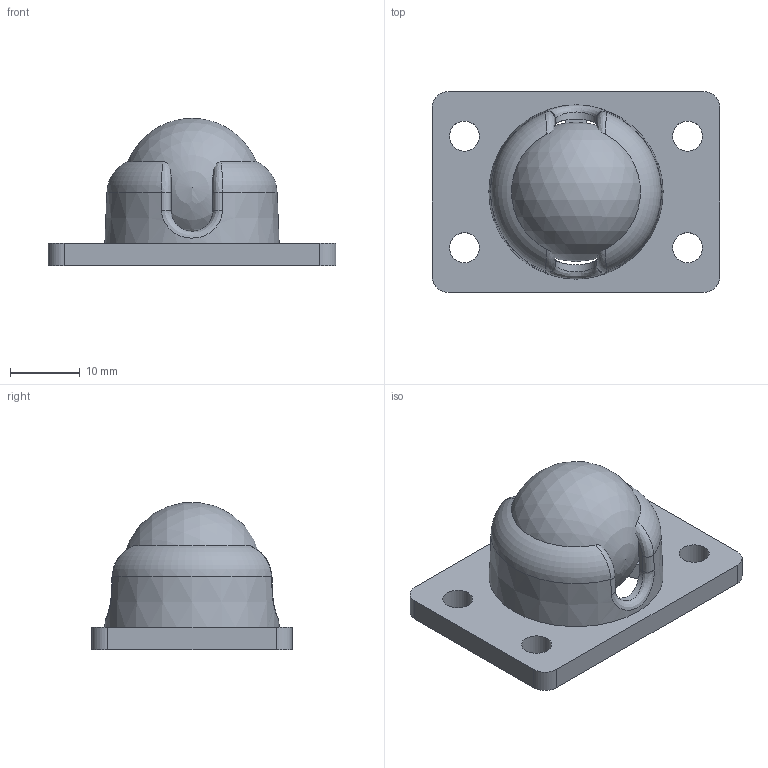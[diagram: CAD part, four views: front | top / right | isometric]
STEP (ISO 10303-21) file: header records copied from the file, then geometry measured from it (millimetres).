
FILE_DESCRIPTION( ( '' ), ' ' );
FILE_NAME( '5a3981f3824b2d135314e8cd.step', '2017-12-19T21:17:39', ( '' ), ( '' ), ' ', ' ', ' ' );
FILE_SCHEMA( ( 'AUTOMOTIVE_DESIGN { 1 0 10303 214 1 1 1 1 }' ) );
Length unit declared in the file: metre
Products named in the file (3): Assem1; Caster Housing; Caster Ball
Assembly tree (2 placements, depth 2):
  Assem1
    Caster Housing
    Caster Ball
Bounding box: 41.3 x 28.8 x 21.1 mm (x, y, z)
Volume: 8010.3 mm3; surface area: 5112.8 mm2
Topology: 2 solids, 2 shells, 60 faces, 169 edges, 114 vertices
Faces by surface type: plane 27, cylinder 13, cone 7, bspline 6, extrusion 4, torus 2, sphere 1
Full cylindrical faces by diameter (mm): 4.3 x4, 21.154 x1
Entity records: 2992 total; most frequent: CARTESIAN_POINT 1058, ORIENTED_EDGE 304, DIRECTION 252, EDGE_CURVE 152, VERTEX_POINT 107, AXIS2_PLACEMENT_3D 96, EDGE_LOOP 79, FACE_OUTER_BOUND 64
